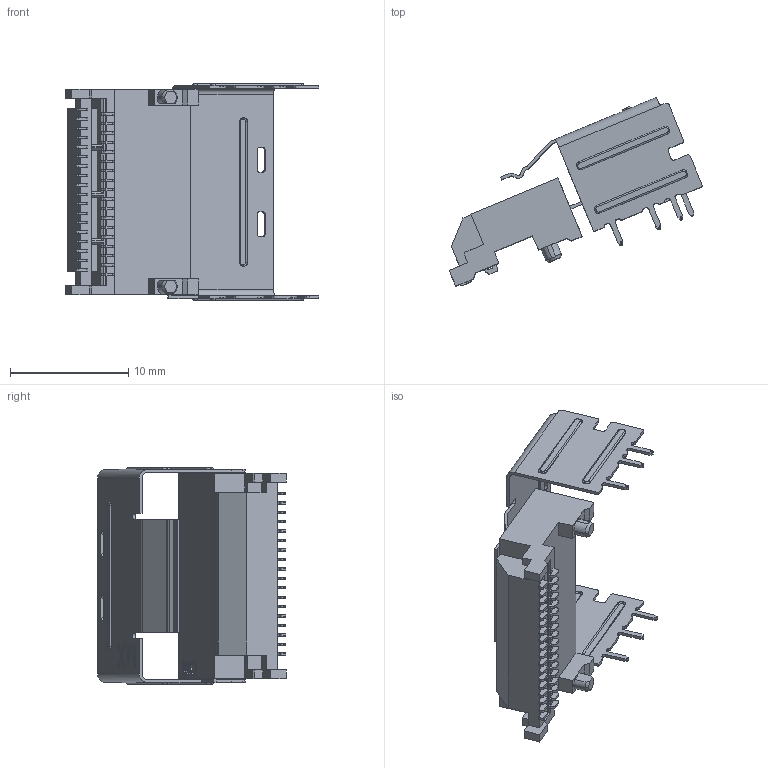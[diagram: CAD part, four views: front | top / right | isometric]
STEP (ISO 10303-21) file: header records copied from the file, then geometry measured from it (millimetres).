
FILE_DESCRIPTION((''),'2;1');
FILE_NAME('757830132','2010-12-23T',('pnb'),(''),'PRO/ENGINEER BY PARAMETRIC TECHNOLOGY CORPORATION, 2003451','PRO/ENGINEER BY PARAMETRIC TECHNOLOGY CORPORATION, 2003451','');
FILE_SCHEMA(('CONFIG_CONTROL_DESIGN'));
Products named in the file (1): 757830132
Bounding box: 21.48 x 16 x 18.35 mm (x, y, z)
Volume: 660.1 mm3; surface area: 1785.1 mm2
Topology: 1 solids, 1 shells, 2284 faces, 6558 edges, 4400 vertices
Faces by surface type: plane 1784, cylinder 454, torus 40, cone 6
Entity records: 73923 total; most frequent: CARTESIAN_POINT 13189, ORIENTED_EDGE 12772, DIRECTION 12140, EDGE_CURVE 6386, VECTOR 5470, LINE 5470, VERTEX_POINT 4228, AXIS2_PLACEMENT_3D 3335
